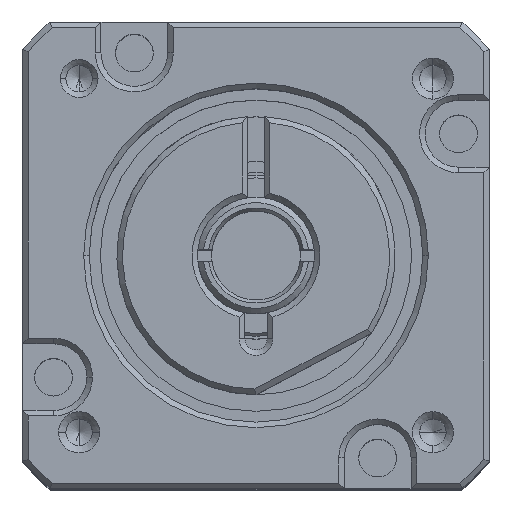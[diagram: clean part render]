
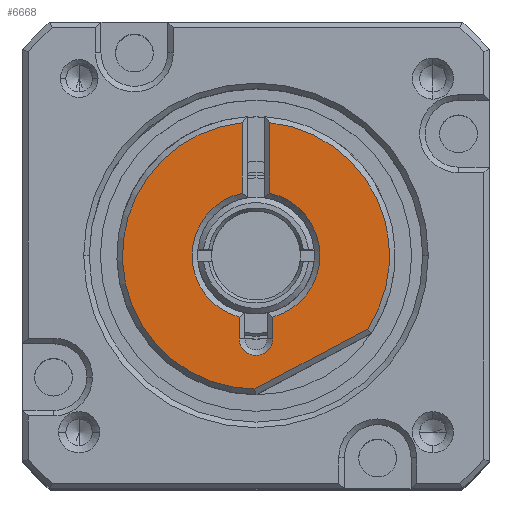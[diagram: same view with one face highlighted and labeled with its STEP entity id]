
A CAD part, top view. The second image highlights one B-rep face of the part: STEP entity #6668.
In plain terms, the highlighted face is planar.
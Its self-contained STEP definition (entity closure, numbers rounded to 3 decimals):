
#71 = VECTOR ( 'NONE', #3229, 1000. ) ;
#196 = EDGE_LOOP ( 'NONE', ( #6839, #2826, #4457, #5039, #7144, #5390, #10821, #3565, #6780, #2059 ) ) ;
#299 = EDGE_CURVE ( 'NONE', #10988, #10513, #10805, .T. ) ;
#340 = DIRECTION ( 'NONE',  ( 1., 0., 0. ) ) ;
#352 = PLANE ( 'NONE',  #7495 ) ;
#367 = EDGE_CURVE ( 'NONE', #5887, #4599, #4271, .T. ) ;
#391 = DIRECTION ( 'NONE',  ( 0., 0., 1. ) ) ;
#419 = CARTESIAN_POINT ( 'NONE',  ( 3756.934, 1390.998, 0. ) ) ;
#577 = CIRCLE ( 'NONE', #3087, 5.75 ) ;
#670 = DIRECTION ( 'NONE',  ( 1., 0., 0. ) ) ;
#694 = CARTESIAN_POINT ( 'NONE',  ( 3751.322, 1392.248, 0. ) ) ;
#1156 = EDGE_CURVE ( 'NONE', #10835, #8563, #10397, .T. ) ;
#1263 = FACE_OUTER_BOUND ( 'NONE', #196, .T. ) ;
#1275 = EDGE_CURVE ( 'NONE', #3889, #5650, #3607, .T. ) ;
#1552 = DIRECTION ( 'NONE',  ( -0.469, -0.883, 0. ) ) ;
#1562 = CARTESIAN_POINT ( 'NONE',  ( 3763.551, 1380.967, 0. ) ) ;
#1665 = CARTESIAN_POINT ( 'NONE',  ( 3744.439, 1392.248, 0. ) ) ;
#2059 = ORIENTED_EDGE ( 'NONE', *, *, #7354, .T. ) ;
#2235 = CIRCLE ( 'NONE', #8807, 1.5 ) ;
#2238 = DIRECTION ( 'NONE',  ( 1., 0., 0. ) ) ;
#2331 = VERTEX_POINT ( 'NONE', #4290 ) ;
#2532 = AXIS2_PLACEMENT_3D ( 'NONE', #10881, #3060, #3910 ) ;
#2679 = VECTOR ( 'NONE', #2238, 1000. ) ;
#2811 = VECTOR ( 'NONE', #1552, 1000. ) ;
#2814 = LINE ( 'NONE', #1665, #2941 ) ;
#2826 = ORIENTED_EDGE ( 'NONE', *, *, #299, .T. ) ;
#2872 = CARTESIAN_POINT ( 'NONE',  ( 3744.982, 1389.748, 0. ) ) ;
#2941 = VECTOR ( 'NONE', #11212, 1000. ) ;
#3018 = DIRECTION ( 'NONE',  ( 0., 0., 1. ) ) ;
#3028 = DIRECTION ( 'NONE',  ( 1., 0., 0. ) ) ;
#3060 = DIRECTION ( 'NONE',  ( 0., 0., 1. ) ) ;
#3087 = AXIS2_PLACEMENT_3D ( 'NONE', #419, #9159, #5687 ) ;
#3229 = DIRECTION ( 'NONE',  ( -1., 0., 0. ) ) ;
#3411 = DIRECTION ( 'NONE',  ( 0., 0., -1. ) ) ;
#3519 = EDGE_CURVE ( 'NONE', #7556, #10988, #2814, .T. ) ;
#3565 = ORIENTED_EDGE ( 'NONE', *, *, #6222, .T. ) ;
#3607 = LINE ( 'NONE', #7606, #71 ) ;
#3615 = CARTESIAN_POINT ( 'NONE',  ( 3768.951, 1391.122, 0. ) ) ;
#3889 = VERTEX_POINT ( 'NONE', #4835 ) ;
#3910 = DIRECTION ( 'NONE',  ( 1., 0., 0. ) ) ;
#3995 = CIRCLE ( 'NONE', #2532, 5.75 ) ;
#4271 = CIRCLE ( 'NONE', #8806, 12.017 ) ;
#4290 = CARTESIAN_POINT ( 'NONE',  ( 3751.322, 1389.748, 0. ) ) ;
#4457 = ORIENTED_EDGE ( 'NONE', *, *, #10888, .T. ) ;
#4599 = VERTEX_POINT ( 'NONE', #2872 ) ;
#4700 = CARTESIAN_POINT ( 'NONE',  ( 3764.434, 1390.998, 0. ) ) ;
#4716 = CARTESIAN_POINT ( 'NONE',  ( 3762.485, 1392.498, 0. ) ) ;
#4835 = CARTESIAN_POINT ( 'NONE',  ( 3764.434, 1392.498, 0. ) ) ;
#5039 = ORIENTED_EDGE ( 'NONE', *, *, #367, .T. ) ;
#5390 = ORIENTED_EDGE ( 'NONE', *, *, #10996, .T. ) ;
#5650 = VERTEX_POINT ( 'NONE', #4716 ) ;
#5687 = DIRECTION ( 'NONE',  ( 1., 0., 0. ) ) ;
#5729 = CARTESIAN_POINT ( 'NONE',  ( 3756.934, 1390.998, 0. ) ) ;
#5887 = VERTEX_POINT ( 'NONE', #1562 ) ;
#6222 = EDGE_CURVE ( 'NONE', #8563, #3889, #2235, .T. ) ;
#6668 = ADVANCED_FACE ( 'NONE', ( #1263 ), #352, .F. ) ;
#6780 = ORIENTED_EDGE ( 'NONE', *, *, #1275, .T. ) ;
#6839 = ORIENTED_EDGE ( 'NONE', *, *, #3519, .T. ) ;
#7144 = ORIENTED_EDGE ( 'NONE', *, *, #10765, .T. ) ;
#7326 = CARTESIAN_POINT ( 'NONE',  ( 3756.934, 1390.998, 0. ) ) ;
#7354 = EDGE_CURVE ( 'NONE', #5650, #7556, #577, .T. ) ;
#7432 = CARTESIAN_POINT ( 'NONE',  ( 3756.934, 1389.748, 0. ) ) ;
#7495 = AXIS2_PLACEMENT_3D ( 'NONE', #7326, #391, #3028 ) ;
#7556 = VERTEX_POINT ( 'NONE', #694 ) ;
#7567 = CARTESIAN_POINT ( 'NONE',  ( 3764.434, 1389.498, 0. ) ) ;
#7591 = CARTESIAN_POINT ( 'NONE',  ( 3762.485, 1389.498, 0. ) ) ;
#7606 = CARTESIAN_POINT ( 'NONE',  ( 3756.934, 1392.498, 0. ) ) ;
#7696 = LINE ( 'NONE', #7432, #2679 ) ;
#7788 = AXIS2_PLACEMENT_3D ( 'NONE', #5729, #8327, #670 ) ;
#7956 = LINE ( 'NONE', #10215, #2811 ) ;
#8260 = CARTESIAN_POINT ( 'NONE',  ( 3764.434, 1389.498, 0. ) ) ;
#8327 = DIRECTION ( 'NONE',  ( 0., 0., -1. ) ) ;
#8563 = VERTEX_POINT ( 'NONE', #7567 ) ;
#8629 = CARTESIAN_POINT ( 'NONE',  ( 3756.934, 1390.998, 0. ) ) ;
#8752 = VECTOR ( 'NONE', #10856, 1000. ) ;
#8806 = AXIS2_PLACEMENT_3D ( 'NONE', #8629, #3411, #10269 ) ;
#8807 = AXIS2_PLACEMENT_3D ( 'NONE', #4700, #3018, #340 ) ;
#9159 = DIRECTION ( 'NONE',  ( 0., 0., 1. ) ) ;
#9951 = CARTESIAN_POINT ( 'NONE',  ( 3744.982, 1392.248, 0. ) ) ;
#10215 = CARTESIAN_POINT ( 'NONE',  ( 3766.251, 1386.044, 0. ) ) ;
#10269 = DIRECTION ( 'NONE',  ( 1., 0., 0. ) ) ;
#10397 = LINE ( 'NONE', #8260, #8752 ) ;
#10513 = VERTEX_POINT ( 'NONE', #3615 ) ;
#10765 = EDGE_CURVE ( 'NONE', #4599, #2331, #7696, .T. ) ;
#10805 = CIRCLE ( 'NONE', #7788, 12.017 ) ;
#10821 = ORIENTED_EDGE ( 'NONE', *, *, #1156, .T. ) ;
#10835 = VERTEX_POINT ( 'NONE', #7591 ) ;
#10856 = DIRECTION ( 'NONE',  ( 1., 0., 0. ) ) ;
#10881 = CARTESIAN_POINT ( 'NONE',  ( 3756.934, 1390.998, 0. ) ) ;
#10888 = EDGE_CURVE ( 'NONE', #10513, #5887, #7956, .T. ) ;
#10988 = VERTEX_POINT ( 'NONE', #9951 ) ;
#10996 = EDGE_CURVE ( 'NONE', #2331, #10835, #3995, .T. ) ;
#11212 = DIRECTION ( 'NONE',  ( -1., 0., 0. ) ) ;
